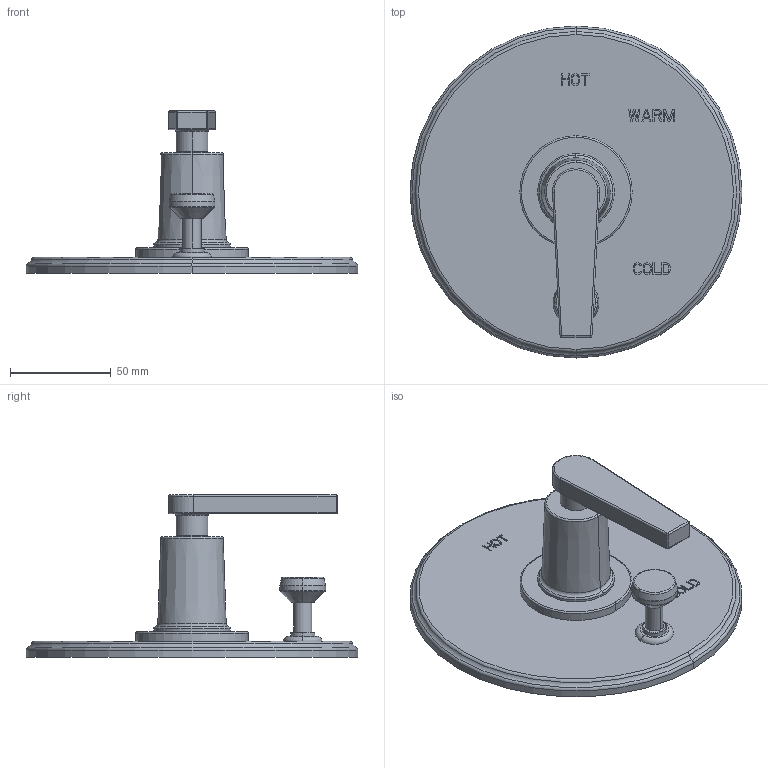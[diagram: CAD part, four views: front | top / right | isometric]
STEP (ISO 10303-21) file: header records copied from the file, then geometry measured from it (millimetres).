
FILE_DESCRIPTION((''),'2;1');
FILE_NAME('5-2972BP','2021-06-09T10:44:16',('jinson.thomas'),(''),'CREO PARAMETRIC BY PTC INC, 2018400','CREO PARAMETRIC BY PTC INC, 2018400','');
FILE_SCHEMA(('CONFIG_CONTROL_DESIGN'));
Length unit declared in the file: inch
Products named in the file (1): 5-2972BP
Bounding box: 165.1 x 165.1 x 80.85 mm (x, y, z)
Volume: 241495.6 mm3; surface area: 59037.2 mm2
Topology: 1 solids, 2 shells, 345 faces, 899 edges, 584 vertices
Faces by surface type: plane 276, cylinder 31, torus 28, cone 6, sphere 4
Entity records: 10451 total; most frequent: CARTESIAN_POINT 1828, ORIENTED_EDGE 1798, DIRECTION 1713, EDGE_CURVE 899, VECTOR 775, LINE 775, VERTEX_POINT 584, AXIS2_PLACEMENT_3D 469
